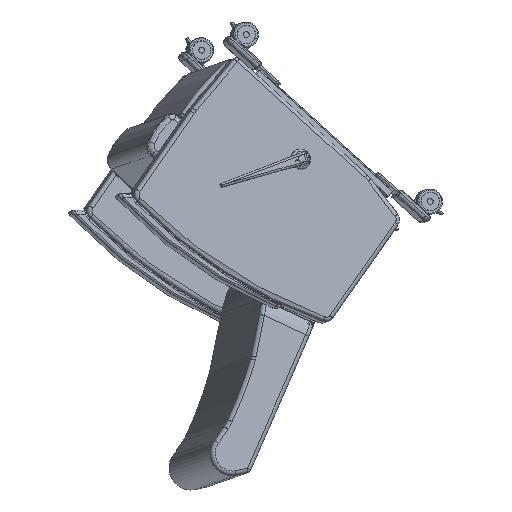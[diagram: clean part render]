
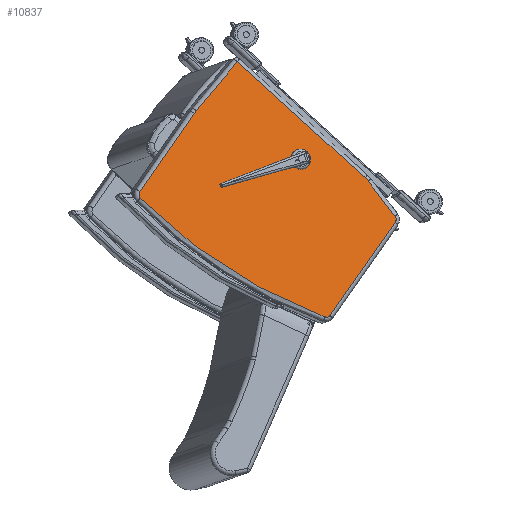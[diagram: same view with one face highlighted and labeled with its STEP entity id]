
A CAD part, left-side view. The second image highlights one B-rep face of the part: STEP entity #10837.
In plain terms, the highlighted face is planar.
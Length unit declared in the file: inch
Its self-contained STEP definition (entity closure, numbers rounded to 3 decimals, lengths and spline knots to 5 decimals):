
#1016=CIRCLE('',#11763,0.625);
#1021=CIRCLE('',#11769,0.5);
#1023=CIRCLE('',#11772,59.625);
#1024=CIRCLE('',#11774,0.625);
#1030=CIRCLE('',#11782,4.5);
#1033=CIRCLE('',#11789,2.625);
#1902=FACE_OUTER_BOUND('',#2598,.T.);
#2598=EDGE_LOOP('',(#8502,#8503,#8504,#8505,#8506,#8507,#8508,#8509,#8510,
#8511,#8512));
#3451=LINE('',#17739,#4240);
#3454=LINE('',#17787,#4243);
#3456=LINE('',#17796,#4245);
#3457=LINE('',#17810,#4246);
#3460=LINE('',#17817,#4249);
#4240=VECTOR('',#13813,0.3937);
#4243=VECTOR('',#13842,0.3937);
#4245=VECTOR('',#13854,0.3937);
#4246=VECTOR('',#13857,0.3937);
#4249=VECTOR('',#13864,0.3937);
#5011=VERTEX_POINT('',#17705);
#5013=VERTEX_POINT('',#17710);
#5014=VERTEX_POINT('',#17721);
#5016=VERTEX_POINT('',#17738);
#5018=VERTEX_POINT('',#17752);
#5021=VERTEX_POINT('',#17760);
#5022=VERTEX_POINT('',#17777);
#5024=VERTEX_POINT('',#17783);
#5026=VERTEX_POINT('',#17789);
#5029=VERTEX_POINT('',#17799);
#5030=VERTEX_POINT('',#17813);
#6220=EDGE_CURVE('',#5013,#5014,#1016,.T.);
#6223=EDGE_CURVE('',#5014,#5016,#3451,.T.);
#6228=EDGE_CURVE('',#5016,#5018,#1021,.T.);
#6230=EDGE_CURVE('',#5018,#5021,#1023,.T.);
#6232=EDGE_CURVE('',#5021,#5022,#1024,.T.);
#6237=EDGE_CURVE('',#5022,#5024,#3454,.T.);
#6240=EDGE_CURVE('',#5024,#5026,#1030,.T.);
#6242=EDGE_CURVE('',#5026,#5011,#3456,.T.);
#6244=EDGE_CURVE('',#5029,#5013,#3457,.T.);
#6248=EDGE_CURVE('',#5011,#5030,#3460,.T.);
#6250=EDGE_CURVE('',#5030,#5029,#1033,.T.);
#8502=ORIENTED_EDGE('',*,*,#6220,.F.);
#8503=ORIENTED_EDGE('',*,*,#6244,.F.);
#8504=ORIENTED_EDGE('',*,*,#6250,.F.);
#8505=ORIENTED_EDGE('',*,*,#6248,.F.);
#8506=ORIENTED_EDGE('',*,*,#6242,.F.);
#8507=ORIENTED_EDGE('',*,*,#6240,.F.);
#8508=ORIENTED_EDGE('',*,*,#6237,.F.);
#8509=ORIENTED_EDGE('',*,*,#6232,.F.);
#8510=ORIENTED_EDGE('',*,*,#6230,.F.);
#8511=ORIENTED_EDGE('',*,*,#6228,.F.);
#8512=ORIENTED_EDGE('',*,*,#6223,.F.);
#10482=PLANE('',#11823);
#10837=ADVANCED_FACE('',(#1902),#10482,.T.);
#11763=AXIS2_PLACEMENT_3D('',#17722,#13807,#13808);
#11769=AXIS2_PLACEMENT_3D('',#17756,#13821,#13822);
#11772=AXIS2_PLACEMENT_3D('',#17761,#13827,#13828);
#11774=AXIS2_PLACEMENT_3D('',#17778,#13831,#13832);
#11782=AXIS2_PLACEMENT_3D('',#17793,#13849,#13850);
#11789=AXIS2_PLACEMENT_3D('',#17820,#13869,#13870);
#11823=AXIS2_PLACEMENT_3D('',#17943,#13953,#13954);
#13807=DIRECTION('center_axis',(0.,0.,-1.));
#13808=DIRECTION('ref_axis',(-0.724,-0.69,0.));
#13813=DIRECTION('',(-0.099,0.995,0.));
#13821=DIRECTION('center_axis',(0.,0.,-1.));
#13822=DIRECTION('ref_axis',(-0.857,0.516,0.));
#13827=DIRECTION('center_axis',(0.,0.,-1.));
#13828=DIRECTION('ref_axis',(-0.167,0.986,0.));
#13831=DIRECTION('center_axis',(0.,0.,-1.));
#13832=DIRECTION('ref_axis',(0.709,0.705,0.));
#13842=DIRECTION('',(0.105,-0.994,0.));
#13849=DIRECTION('center_axis',(0.,0.,-1.));
#13850=DIRECTION('ref_axis',(0.998,0.061,0.));
#13854=DIRECTION('',(0.017,-1.,0.));
#13857=DIRECTION('',(-0.983,0.183,0.));
#13864=DIRECTION('',(-1.,0.,0.));
#13869=DIRECTION('center_axis',(0.,0.,-1.));
#13870=DIRECTION('ref_axis',(-0.093,-0.996,0.));
#13953=DIRECTION('center_axis',(0.,0.,1.));
#13954=DIRECTION('ref_axis',(1.,0.,0.));
#17705=CARTESIAN_POINT('',(13.64019,-8.80367,0.));
#17710=CARTESIAN_POINT('',(-12.30401,-7.80474,0.));
#17721=CARTESIAN_POINT('',(-12.8056,-7.28414,0.));
#17722=CARTESIAN_POINT('Origin',(-12.18763,-7.19067,0.));
#17738=CARTESIAN_POINT('',(-14.15484,6.21782,0.));
#17739=CARTESIAN_POINT('',(-13.08593,-4.47889,0.));
#17752=CARTESIAN_POINT('',(-13.84615,6.7305,0.));
#17756=CARTESIAN_POINT('Origin',(-13.65732,6.26753,0.));
#17760=CARTESIAN_POINT('',(11.75554,11.06645,0.));
#17761=CARTESIAN_POINT('Origin',(8.67221,-48.47877,0.));
#17777=CARTESIAN_POINT('',(12.29572,10.51238,0.));
#17778=CARTESIAN_POINT('Origin',(11.67417,10.44677,0.));
#17783=CARTESIAN_POINT('',(13.48834,-0.78649,0.));
#17787=CARTESIAN_POINT('',(12.79396,5.79203,0.));
#17789=CARTESIAN_POINT('',(13.51257,-1.1835,0.));
#17793=CARTESIAN_POINT('Origin',(9.0132,-1.25885,0.));
#17796=CARTESIAN_POINT('',(13.50113,-0.50047,0.));
#17799=CARTESIAN_POINT('',(-7.18501,-8.75809,0.));
#17810=CARTESIAN_POINT('',(-4.11551,-9.32976,0.));
#17813=CARTESIAN_POINT('',(-6.698,-8.80367,0.));
#17817=CARTESIAN_POINT('',(7.45016,-8.80367,0.));
#17820=CARTESIAN_POINT('Origin',(-6.698,-6.17867,0.));
#17943=CARTESIAN_POINT('Origin',(0.75168,-0.252,0.));
